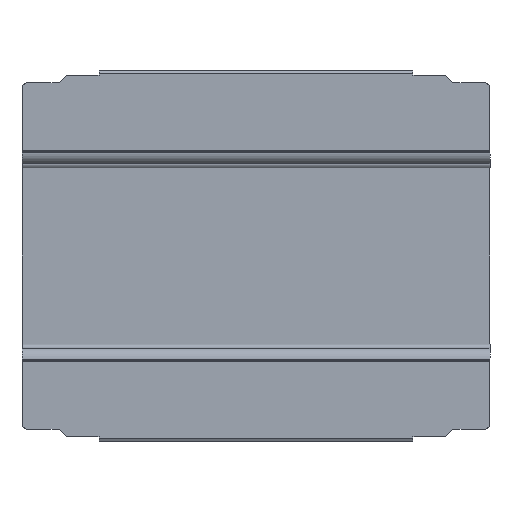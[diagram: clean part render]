
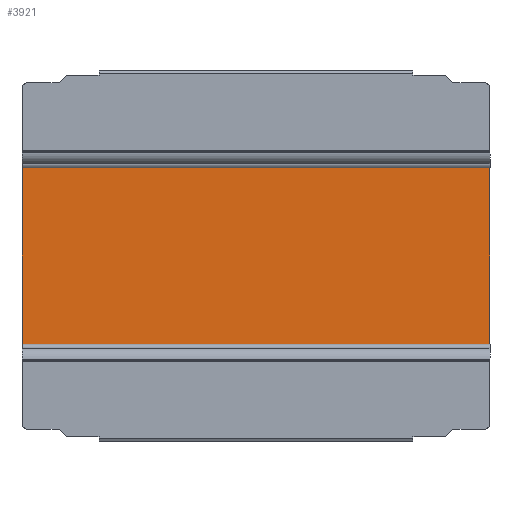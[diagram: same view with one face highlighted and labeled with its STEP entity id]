
A CAD part, front view. The second image highlights one B-rep face of the part: STEP entity #3921.
In plain terms, the highlighted planar face has unit normal (0, -1, 0).
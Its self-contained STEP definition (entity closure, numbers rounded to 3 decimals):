
#703 = CARTESIAN_POINT ( 'NONE',  ( 0., 5.2, -7. ) ) ;
#704 = PLANE ( 'NONE',  #18396 ) ;
#706 = DIRECTION ( 'NONE',  ( 0., 1., 0. ) ) ;
#707 = DIRECTION ( 'NONE',  ( 0., 0., 1. ) ) ;
#2003 = EDGE_CURVE ( 'NONE', #5417, #5416, #5267, .T. ) ;
#3921 = ADVANCED_FACE ( 'NONE', ( #18764 ), #704, .F. ) ;
#4533 = CARTESIAN_POINT ( 'NONE',  ( -65.8, 5.2, -7. ) ) ;
#4534 = DIRECTION ( 'NONE',  ( 0., 0., -1. ) ) ;
#5207 = VECTOR ( 'NONE', #4534, 1000. ) ;
#5267 = LINE ( 'NONE', #4533, #5207 ) ;
#5416 = VERTEX_POINT ( 'NONE', #11618 ) ;
#5417 = VERTEX_POINT ( 'NONE', #11619 ) ;
#5821 = EDGE_CURVE ( 'NONE', #5416, #7519, #18904, .T. ) ;
#6207 = ORIENTED_EDGE ( 'NONE', *, *, #13826, .T. ) ;
#6246 = ORIENTED_EDGE ( 'NONE', *, *, #5821, .T. ) ;
#6321 = ORIENTED_EDGE ( 'NONE', *, *, #2003, .T. ) ;
#6328 = ORIENTED_EDGE ( 'NONE', *, *, #16651, .T. ) ;
#7518 = VERTEX_POINT ( 'NONE', #13537 ) ;
#7519 = VERTEX_POINT ( 'NONE', #13538 ) ;
#11618 = CARTESIAN_POINT ( 'NONE',  ( -65.8, 5.2, -6.65 ) ) ;
#11619 = CARTESIAN_POINT ( 'NONE',  ( -65.8, 5.2, 6.65 ) ) ;
#12361 = CARTESIAN_POINT ( 'NONE',  ( -34.2, 5.2, -6.65 ) ) ;
#12362 = DIRECTION ( 'NONE',  ( 1., 0., 0. ) ) ;
#13537 = CARTESIAN_POINT ( 'NONE',  ( -34.2, 5.2, 6.65 ) ) ;
#13538 = CARTESIAN_POINT ( 'NONE',  ( -34.2, 5.2, -6.65 ) ) ;
#13691 = EDGE_LOOP ( 'NONE', ( #6328, #6207, #6321, #6246 ) ) ;
#13826 = EDGE_CURVE ( 'NONE', #7518, #5417, #19475, .T. ) ;
#14378 = CARTESIAN_POINT ( 'NONE',  ( -65.8, 5.2, 6.65 ) ) ;
#14379 = DIRECTION ( 'NONE',  ( -1., 0., 0. ) ) ;
#15392 = LINE ( 'NONE', #15727, #15396 ) ;
#15396 = VECTOR ( 'NONE', #15728, 1000. ) ;
#15727 = CARTESIAN_POINT ( 'NONE',  ( -34.2, 5.2, -7. ) ) ;
#15728 = DIRECTION ( 'NONE',  ( 0., 0., 1. ) ) ;
#16651 = EDGE_CURVE ( 'NONE', #7519, #7518, #15392, .T. ) ;
#18396 = AXIS2_PLACEMENT_3D ( 'NONE', #703, #706, #707 ) ;
#18764 = FACE_OUTER_BOUND ( 'NONE', #13691, .T. ) ;
#18904 = LINE ( 'NONE', #12361, #18905 ) ;
#18905 = VECTOR ( 'NONE', #12362, 1000. ) ;
#19475 = LINE ( 'NONE', #14378, #19482 ) ;
#19482 = VECTOR ( 'NONE', #14379, 1000. ) ;
